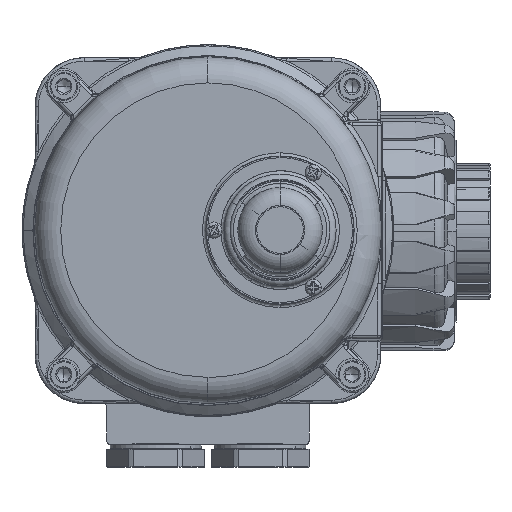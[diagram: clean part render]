
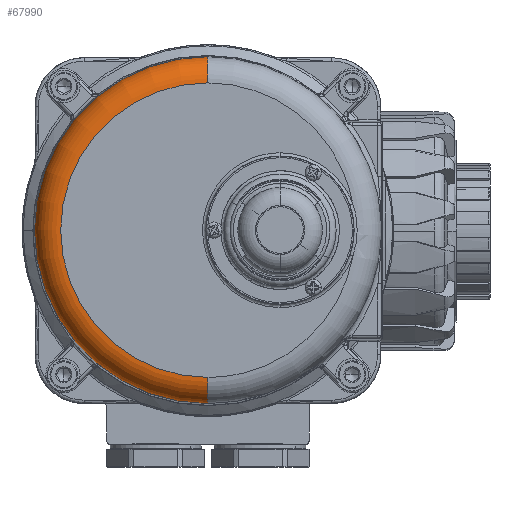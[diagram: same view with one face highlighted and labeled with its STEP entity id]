
A CAD part, top view. The second image highlights one B-rep face of the part: STEP entity #67990.
In plain terms, the highlighted toroidal (fillet/blend) face has major radius 45.144 mm and minor radius 8 mm.
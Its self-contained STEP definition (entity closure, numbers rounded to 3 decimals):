
#2759 = EDGE_CURVE ( 'NONE', #28245, #32557, #110847, .T. ) ;
#5127 = DIRECTION ( 'NONE',  ( 0., -1., 0. ) ) ;
#7208 = VERTEX_POINT ( 'NONE', #47181 ) ;
#9925 = AXIS2_PLACEMENT_3D ( 'NONE', #56529, #38199, #27371 ) ;
#14914 = CARTESIAN_POINT ( 'NONE',  ( -22.455, -53.144, 187.042 ) ) ;
#15906 = CARTESIAN_POINT ( 'NONE',  ( -22.455, -45.144, 187. ) ) ;
#21539 = AXIS2_PLACEMENT_3D ( 'NONE', #60583, #109031, #5127 ) ;
#26244 = AXIS2_PLACEMENT_3D ( 'NONE', #59314, #68960, #69393 ) ;
#27371 = DIRECTION ( 'NONE',  ( 0., -1., 0. ) ) ;
#27527 = EDGE_CURVE ( 'NONE', #7208, #116342, #113872, .T. ) ;
#28245 = VERTEX_POINT ( 'NONE', #33160 ) ;
#31544 = FACE_OUTER_BOUND ( 'NONE', #55878, .T. ) ;
#32557 = VERTEX_POINT ( 'NONE', #14914 ) ;
#33160 = CARTESIAN_POINT ( 'NONE',  ( -22.455, -45.144, 195. ) ) ;
#38199 = DIRECTION ( 'NONE',  ( -1., 0., 0. ) ) ;
#39320 = EDGE_CURVE ( 'NONE', #32557, #116342, #50143, .T. ) ;
#45008 = TOROIDAL_SURFACE ( 'NONE', #26244, 45.144, 8. ) ;
#47181 = CARTESIAN_POINT ( 'NONE',  ( -22.455, 45.144, 195. ) ) ;
#47229 = AXIS2_PLACEMENT_3D ( 'NONE', #15906, #80240, #89815 ) ;
#50143 = CIRCLE ( 'NONE', #76974, 53.144 ) ;
#55878 = EDGE_LOOP ( 'NONE', ( #93623, #114600, #122678, #105494 ) ) ;
#56529 = CARTESIAN_POINT ( 'NONE',  ( -22.455, 45.144, 187. ) ) ;
#56992 = CARTESIAN_POINT ( 'NONE',  ( -22.455, 53.144, 187.042 ) ) ;
#59314 = CARTESIAN_POINT ( 'NONE',  ( -22.455, 0., 187. ) ) ;
#60583 = CARTESIAN_POINT ( 'NONE',  ( -22.455, 0., 195. ) ) ;
#67990 = ADVANCED_FACE ( 'NONE', ( #31544 ), #45008, .T. ) ;
#68960 = DIRECTION ( 'NONE',  ( 0., 0., -1. ) ) ;
#69393 = DIRECTION ( 'NONE',  ( 0., -1., 0. ) ) ;
#72488 = DIRECTION ( 'NONE',  ( 0., -1., 0. ) ) ;
#73703 = DIRECTION ( 'NONE',  ( 0., 0., -1. ) ) ;
#76974 = AXIS2_PLACEMENT_3D ( 'NONE', #121209, #73703, #72488 ) ;
#80240 = DIRECTION ( 'NONE',  ( 1., 0., 0. ) ) ;
#89815 = DIRECTION ( 'NONE',  ( 0., 1., 0. ) ) ;
#93623 = ORIENTED_EDGE ( 'NONE', *, *, #101274, .F. ) ;
#101274 = EDGE_CURVE ( 'NONE', #7208, #28245, #120111, .T. ) ;
#105494 = ORIENTED_EDGE ( 'NONE', *, *, #2759, .F. ) ;
#109031 = DIRECTION ( 'NONE',  ( 0., 0., 1. ) ) ;
#110847 = CIRCLE ( 'NONE', #47229, 8. ) ;
#113872 = CIRCLE ( 'NONE', #9925, 8. ) ;
#114600 = ORIENTED_EDGE ( 'NONE', *, *, #27527, .T. ) ;
#116342 = VERTEX_POINT ( 'NONE', #56992 ) ;
#120111 = CIRCLE ( 'NONE', #21539, 45.144 ) ;
#121209 = CARTESIAN_POINT ( 'NONE',  ( -22.455, 0., 187.042 ) ) ;
#122678 = ORIENTED_EDGE ( 'NONE', *, *, #39320, .F. ) ;
